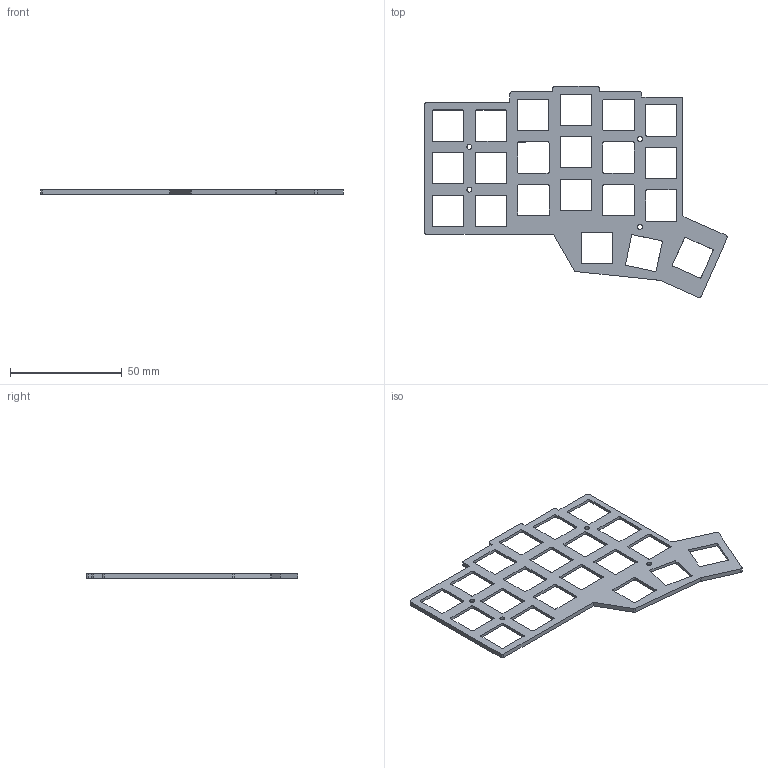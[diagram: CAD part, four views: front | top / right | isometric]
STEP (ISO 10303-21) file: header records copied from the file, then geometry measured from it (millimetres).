
FILE_DESCRIPTION(/* description */ (''),/* implementation_level */ '2;1');
FILE_NAME(/* name */ 'Corne V4 PME Choc V1 6 Column Switch Plate Left',/* time_stamp */ '2024-10-01T14:27:35+13:00',/* author */ (''),/* organization */ (''),/* preprocessor_version */ 'ST-DEVELOPER v16.5',/* originating_system */ 'Rhino 7.37',/* authorisation */ '');
FILE_SCHEMA (('AUTOMOTIVE_DESIGN_CC2'));
Length unit declared in the file: millimetre
Products named in the file (1): Document
Bounding box: 135.14 x 94.42 x 2 mm (x, y, z)
Volume: 8425.8 mm3; surface area: 11659.1 mm2
Topology: 1 solids, 1 shells, 261 faces, 732 edges, 488 vertices
Faces by surface type: plane 126, bspline 117, cylinder 18
Full cylindrical faces by diameter (mm): 2.2 x4
Entity records: 26571 total; most frequent: CARTESIAN_POINT 21879, ORIENTED_EDGE 1464, EDGE_CURVE 732, B_SPLINE_CURVE_WITH_KNOTS 547, VERTEX_POINT 488, EDGE_LOOP 326, ADVANCED_FACE 261, FACE_OUTER_BOUND 261
